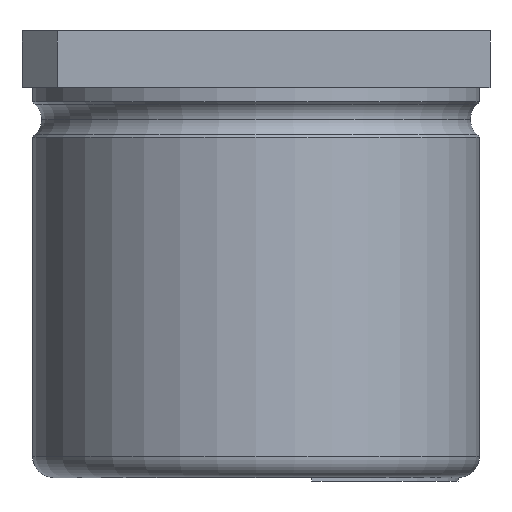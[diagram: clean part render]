
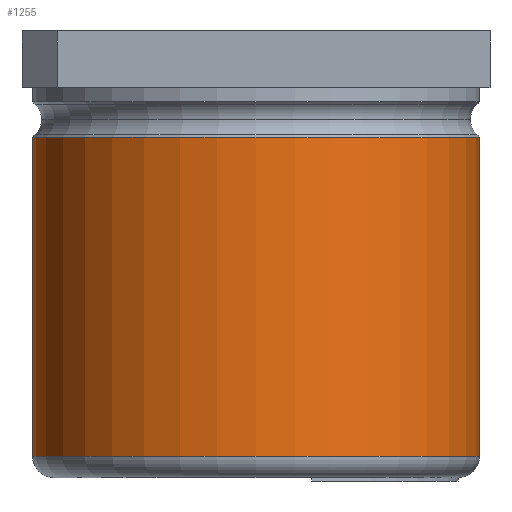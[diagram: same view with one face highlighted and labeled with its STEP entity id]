
A CAD part, front view. The second image highlights one B-rep face of the part: STEP entity #1255.
In plain terms, the highlighted cylindrical face has radius 3.15 mm (diameter 6.3 mm), a partial arc.
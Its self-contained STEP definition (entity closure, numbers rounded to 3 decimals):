
#21 = DIRECTION ( 'NONE',  ( 0., 0., -1. ) ) ;
#62 = CARTESIAN_POINT ( 'NONE',  ( -3.15, 0., -6. ) ) ;
#78 = ORIENTED_EDGE ( 'NONE', *, *, #697, .F. ) ;
#109 = FACE_OUTER_BOUND ( 'NONE', #1755, .T. ) ;
#137 = CARTESIAN_POINT ( 'NONE',  ( 0., 0., -1.5 ) ) ;
#169 = VERTEX_POINT ( 'NONE', #224 ) ;
#188 = DIRECTION ( 'NONE',  ( 0., 0., -1. ) ) ;
#224 = CARTESIAN_POINT ( 'NONE',  ( -3.15, 0., -1.5 ) ) ;
#395 = CARTESIAN_POINT ( 'NONE',  ( 0., 0., -12.6 ) ) ;
#454 = ORIENTED_EDGE ( 'NONE', *, *, #1606, .F. ) ;
#496 = AXIS2_PLACEMENT_3D ( 'NONE', #137, #1860, #1713 ) ;
#510 = ORIENTED_EDGE ( 'NONE', *, *, #1219, .T. ) ;
#559 = DIRECTION ( 'NONE',  ( -1., 0., 0. ) ) ;
#639 = CARTESIAN_POINT ( 'NONE',  ( -3.15, 0., -12.6 ) ) ;
#646 = VECTOR ( 'NONE', #21, 1000. ) ;
#672 = DIRECTION ( 'NONE',  ( -1., 0., 0. ) ) ;
#697 = EDGE_CURVE ( 'NONE', #777, #1022, #1627, .T. ) ;
#777 = VERTEX_POINT ( 'NONE', #1077 ) ;
#812 = AXIS2_PLACEMENT_3D ( 'NONE', #1141, #1116, #672 ) ;
#949 = CARTESIAN_POINT ( 'NONE',  ( 3.15, 0., -6. ) ) ;
#978 = DIRECTION ( 'NONE',  ( 0., 0., -1. ) ) ;
#1022 = VERTEX_POINT ( 'NONE', #949 ) ;
#1036 = CIRCLE ( 'NONE', #812, 3.15 ) ;
#1077 = CARTESIAN_POINT ( 'NONE',  ( 3.15, 0., -1.5 ) ) ;
#1116 = DIRECTION ( 'NONE',  ( 0., 0., -1. ) ) ;
#1128 = VECTOR ( 'NONE', #188, 1000. ) ;
#1141 = CARTESIAN_POINT ( 'NONE',  ( 0., 0., -6. ) ) ;
#1207 = LINE ( 'NONE', #639, #1128 ) ;
#1219 = EDGE_CURVE ( 'NONE', #777, #169, #1423, .T. ) ;
#1255 = ADVANCED_FACE ( 'NONE', ( #109 ), #1884, .T. ) ;
#1336 = CARTESIAN_POINT ( 'NONE',  ( 3.15, 0., -12.6 ) ) ;
#1403 = ORIENTED_EDGE ( 'NONE', *, *, #1869, .T. ) ;
#1422 = AXIS2_PLACEMENT_3D ( 'NONE', #395, #978, #559 ) ;
#1423 = CIRCLE ( 'NONE', #496, 3.15 ) ;
#1606 = EDGE_CURVE ( 'NONE', #1022, #1827, #1036, .T. ) ;
#1627 = LINE ( 'NONE', #1336, #646 ) ;
#1713 = DIRECTION ( 'NONE',  ( -1., 0., 0. ) ) ;
#1755 = EDGE_LOOP ( 'NONE', ( #78, #510, #1403, #454 ) ) ;
#1827 = VERTEX_POINT ( 'NONE', #62 ) ;
#1860 = DIRECTION ( 'NONE',  ( 0., 0., -1. ) ) ;
#1869 = EDGE_CURVE ( 'NONE', #169, #1827, #1207, .T. ) ;
#1884 = CYLINDRICAL_SURFACE ( 'NONE', #1422, 3.15 ) ;
